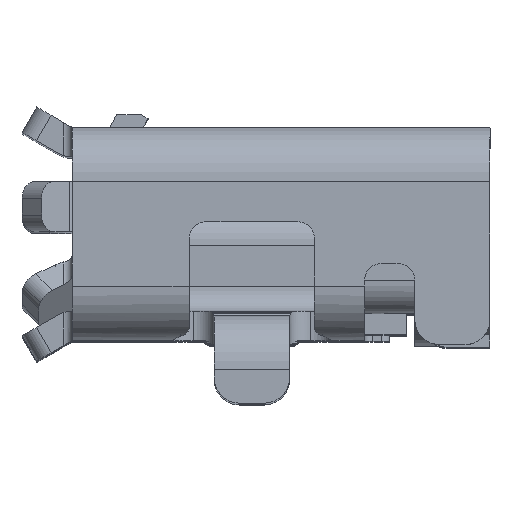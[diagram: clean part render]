
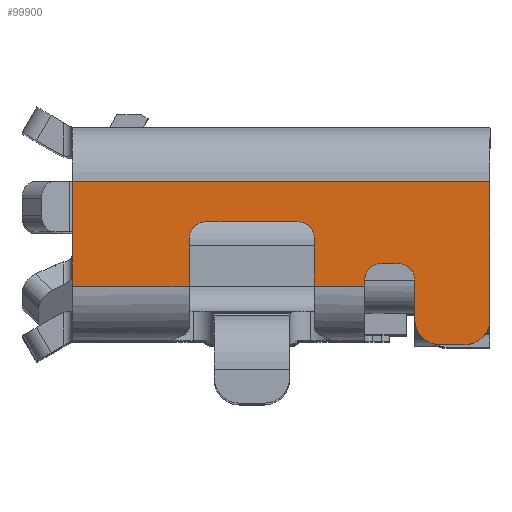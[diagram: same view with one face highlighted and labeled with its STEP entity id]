
A CAD part, top view. The second image highlights one B-rep face of the part: STEP entity #99900.
In plain terms, the highlighted planar face has unit normal (0, 0, 1).
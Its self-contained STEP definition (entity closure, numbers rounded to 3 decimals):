
#6110=CARTESIAN_POINT('',(-4.516,0.484,6.23));
#6120=DIRECTION('',(1.,0.,0.));
#6130=VECTOR('',#6120,1.);
#6140=LINE('',#6110,#6130);
#6150=CARTESIAN_POINT('',(-3.616,0.484,6.23));
#6160=VERTEX_POINT('',#6150);
#6170=CARTESIAN_POINT('',(-3.316,0.484,6.23));
#6180=VERTEX_POINT('',#6170);
#6190=EDGE_CURVE('',#6160,#6180,#6140,.T.);
#9300=CARTESIAN_POINT('',(-4.516,1.454,6.23));
#9310=DIRECTION('',(1.,0.,0.));
#9320=VECTOR('',#9310,1.);
#9330=LINE('',#9300,#9320);
#9340=CARTESIAN_POINT('',(-4.316,1.454,6.23));
#9350=VERTEX_POINT('',#9340);
#9360=CARTESIAN_POINT('',(-4.116,1.454,6.23));
#9370=VERTEX_POINT('',#9360);
#9380=EDGE_CURVE('',#9350,#9370,#9330,.T.);
#17070=CARTESIAN_POINT('',(-8.016,2.434,6.23));
#17080=VERTEX_POINT('',#17070);
#20280=CARTESIAN_POINT('',(-8.016,0.704,6.23));
#20290=DIRECTION('',(0.,1.,0.));
#20300=VECTOR('',#20290,1.);
#20310=LINE('',#20280,#20300);
#20320=CARTESIAN_POINT('',(-8.016,1.834,6.23));
#20330=VERTEX_POINT('',#20320);
#20340=EDGE_CURVE('',#20330,#17080,#20310,.T.);
#23610=CARTESIAN_POINT('',(-4.116,1.254,6.23));
#23620=DIRECTION('',(0.,0.,-1.));
#23630=DIRECTION('',(0.,-1.,0.));
#23640=AXIS2_PLACEMENT_3D('',#23610,#23620,#23630);
#23650=CIRCLE('',#23640,0.2);
#23660=CARTESIAN_POINT('',(-3.916,1.254,6.23));
#23670=VERTEX_POINT('',#23660);
#23680=EDGE_CURVE('',#9370,#23670,#23650,.T.);
#30180=CARTESIAN_POINT('',(-4.516,1.254,6.23));
#30190=VERTEX_POINT('',#30180);
#30220=CARTESIAN_POINT('',(-4.316,1.254,6.23));
#30230=DIRECTION('',(0.,0.,1.));
#30240=DIRECTION('',(0.,1.,0.));
#30250=AXIS2_PLACEMENT_3D('',#30220,#30230,#30240);
#30260=CIRCLE('',#30250,0.2);
#30270=EDGE_CURVE('',#9350,#30190,#30260,.T.);
#56420=CARTESIAN_POINT('',(-4.516,1.184,6.23));
#56430=DIRECTION('',(0.,1.,0.));
#56440=VECTOR('',#56430,1.);
#56450=LINE('',#56420,#56440);
#56460=CARTESIAN_POINT('',(-4.516,1.184,6.23));
#56470=VERTEX_POINT('',#56460);
#56480=EDGE_CURVE('',#56470,#30190,#56450,.T.);
#58200=CARTESIAN_POINT('',(-5.116,1.184,6.23));
#58210=VERTEX_POINT('',#58200);
#58240=CARTESIAN_POINT('',(-4.516,1.184,6.23));
#58250=DIRECTION('',(-1.,0.,0.));
#58260=VECTOR('',#58250,1.);
#58270=LINE('',#58240,#58260);
#58280=EDGE_CURVE('',#56470,#58210,#58270,.T.);
#59640=CARTESIAN_POINT('',(-5.116,1.754,6.23));
#59650=VERTEX_POINT('',#59640);
#59680=CARTESIAN_POINT('',(-5.116,0.704,6.23));
#59690=DIRECTION('',(0.,1.,0.));
#59700=VECTOR('',#59690,1.);
#59710=LINE('',#59680,#59700);
#59720=EDGE_CURVE('',#58210,#59650,#59710,.T.);
#65950=CARTESIAN_POINT('',(-8.016,1.184,6.23));
#65960=VERTEX_POINT('',#65950);
#65990=CARTESIAN_POINT('',(-4.516,1.184,6.23));
#66000=DIRECTION('',(-1.,0.,0.));
#66010=VECTOR('',#66000,1.);
#66020=LINE('',#65990,#66010);
#66030=CARTESIAN_POINT('',(-6.616,1.184,6.23));
#66040=VERTEX_POINT('',#66030);
#66050=EDGE_CURVE('',#66040,#65960,#66020,.T.);
#69480=CARTESIAN_POINT('',(-6.616,0.704,6.23));
#69490=DIRECTION('',(0.,-1.,0.));
#69500=VECTOR('',#69490,1.);
#69510=LINE('',#69480,#69500);
#69520=CARTESIAN_POINT('',(-6.616,1.754,6.23));
#69530=VERTEX_POINT('',#69520);
#69540=EDGE_CURVE('',#69530,#66040,#69510,.T.);
#82820=CARTESIAN_POINT('',(-3.316,0.784,6.23));
#82830=DIRECTION('',(0.,0.,1.));
#82840=DIRECTION('',(0.,1.,0.));
#82850=AXIS2_PLACEMENT_3D('',#82820,#82830,#82840);
#82860=CIRCLE('',#82850,0.3);
#82870=CARTESIAN_POINT('',(-3.016,0.784,6.23));
#82880=VERTEX_POINT('',#82870);
#82890=EDGE_CURVE('',#6180,#82880,#82860,.T.);
#83280=CARTESIAN_POINT('',(-3.916,0.784,6.23));
#83290=VERTEX_POINT('',#83280);
#83320=CARTESIAN_POINT('',(-3.616,0.784,6.23));
#83330=DIRECTION('',(0.,0.,-1.));
#83340=DIRECTION('',(0.,-1.,0.));
#83350=AXIS2_PLACEMENT_3D('',#83320,#83330,#83340);
#83360=CIRCLE('',#83350,0.3);
#83370=EDGE_CURVE('',#6160,#83290,#83360,.T.);
#85940=CARTESIAN_POINT('',(-8.016,0.704,6.23));
#85950=DIRECTION('',(0.,-1.,0.));
#85960=VECTOR('',#85950,1.);
#85970=LINE('',#85940,#85960);
#85980=EDGE_CURVE('',#20330,#65960,#85970,.T.);
#95740=CARTESIAN_POINT('',(-3.016,2.434,6.23));
#95750=VERTEX_POINT('',#95740);
#95800=CARTESIAN_POINT('',(-4.516,2.434,6.23));
#95810=DIRECTION('',(-1.,0.,0.));
#95820=VECTOR('',#95810,1.);
#95830=LINE('',#95800,#95820);
#95840=EDGE_CURVE('',#95750,#17080,#95830,.T.);
#99330=CARTESIAN_POINT('',(-4.516,1.154,6.23));
#99340=DIRECTION('',(0.,-0.,1.));
#99350=DIRECTION('',(0.,1.,0.));
#99360=AXIS2_PLACEMENT_3D('',#99330,#99340,#99350);
#99370=PLANE('',#99360);
#99380=ORIENTED_EDGE('',*,*,#20340,.F.);
#99390=ORIENTED_EDGE('',*,*,#95840,.T.);
#99400=CARTESIAN_POINT('',(-3.016,2.734,6.23));
#99410=DIRECTION('',(0.,-1.,0.));
#99420=VECTOR('',#99410,1.);
#99430=LINE('',#99400,#99420);
#99440=EDGE_CURVE('',#95750,#82880,#99430,.T.);
#99450=ORIENTED_EDGE('',*,*,#99440,.F.);
#99460=ORIENTED_EDGE('',*,*,#82890,.T.);
#99470=ORIENTED_EDGE('',*,*,#6190,.T.);
#99480=ORIENTED_EDGE('',*,*,#83370,.F.);
#99490=CARTESIAN_POINT('',(-3.916,1.154,6.23));
#99500=DIRECTION('',(0.,-1.,0.));
#99510=VECTOR('',#99500,1.);
#99520=LINE('',#99490,#99510);
#99530=EDGE_CURVE('',#23670,#83290,#99520,.T.);
#99540=ORIENTED_EDGE('',*,*,#99530,.T.);
#99550=ORIENTED_EDGE('',*,*,#23680,.T.);
#99560=ORIENTED_EDGE('',*,*,#9380,.T.);
#99570=ORIENTED_EDGE('',*,*,#30270,.F.);
#99580=ORIENTED_EDGE('',*,*,#56480,.T.);
#99590=ORIENTED_EDGE('',*,*,#58280,.F.);
#99600=ORIENTED_EDGE('',*,*,#59720,.F.);
#99610=CARTESIAN_POINT('',(-5.316,1.754,6.23));
#99620=DIRECTION('',(0.,0.,1.));
#99630=DIRECTION('',(0.,1.,0.));
#99640=AXIS2_PLACEMENT_3D('',#99610,#99620,#99630);
#99650=CIRCLE('',#99640,0.2);
#99660=CARTESIAN_POINT('',(-5.316,1.954,6.23));
#99670=VERTEX_POINT('',#99660);
#99680=EDGE_CURVE('',#59650,#99670,#99650,.T.);
#99690=ORIENTED_EDGE('',*,*,#99680,.F.);
#99700=CARTESIAN_POINT('',(-4.516,1.954,6.23));
#99710=DIRECTION('',(1.,0.,0.));
#99720=VECTOR('',#99710,1.);
#99730=LINE('',#99700,#99720);
#99740=CARTESIAN_POINT('',(-6.416,1.954,6.23));
#99750=VERTEX_POINT('',#99740);
#99760=EDGE_CURVE('',#99750,#99670,#99730,.T.);
#99770=ORIENTED_EDGE('',*,*,#99760,.T.);
#99780=CARTESIAN_POINT('',(-6.416,1.754,6.23));
#99790=DIRECTION('',(0.,0.,-1.));
#99800=DIRECTION('',(0.,-1.,0.));
#99810=AXIS2_PLACEMENT_3D('',#99780,#99790,#99800);
#99820=CIRCLE('',#99810,0.2);
#99830=EDGE_CURVE('',#69530,#99750,#99820,.T.);
#99840=ORIENTED_EDGE('',*,*,#99830,.T.);
#99850=ORIENTED_EDGE('',*,*,#69540,.F.);
#99860=ORIENTED_EDGE('',*,*,#66050,.F.);
#99870=ORIENTED_EDGE('',*,*,#85980,.T.);
#99880=EDGE_LOOP('',(#99870,#99860,#99850,#99840,#99770,#99690,#99600,
#99590,#99580,#99570,#99560,#99550,#99540,#99480,#99470,#99460,#99450,
#99390,#99380));
#99890=FACE_OUTER_BOUND('',#99880,.T.);
#99900=ADVANCED_FACE('',(#99890),#99370,.T.);
